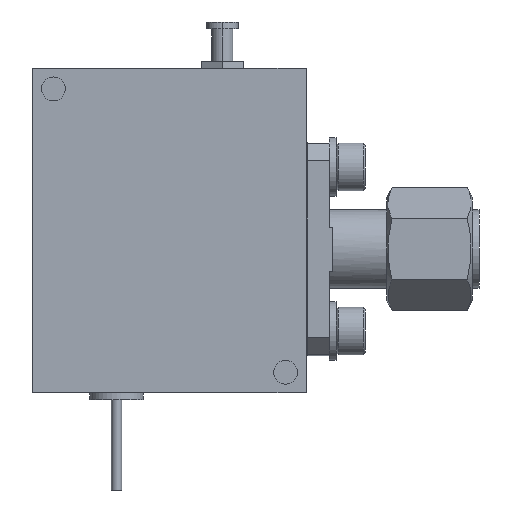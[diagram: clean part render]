
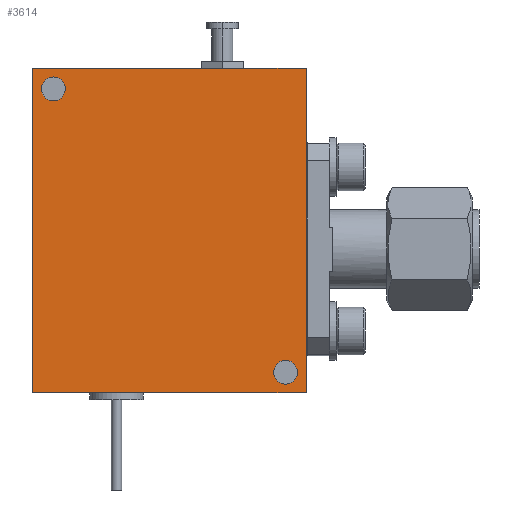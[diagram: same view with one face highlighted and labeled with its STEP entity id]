
A CAD part, front view. The second image highlights one B-rep face of the part: STEP entity #3614.
In plain terms, the highlighted planar face has unit normal (0, -1, 0).
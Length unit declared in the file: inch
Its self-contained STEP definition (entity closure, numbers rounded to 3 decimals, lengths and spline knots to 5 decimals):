
#9 = CARTESIAN_POINT ( 'NONE',  ( 0.4, 0., 0.475 ) ) ;
#46 = VERTEX_POINT ( 'NONE', #10367 ) ;
#391 = ORIENTED_EDGE ( 'NONE', *, *, #21382, .F. ) ;
#764 = VECTOR ( 'NONE', #21970, 39.37008 ) ;
#1748 = CIRCLE ( 'NONE', #12402, 0.035 ) ;
#1816 = DIRECTION ( 'NONE',  ( 0., 0., -1. ) ) ;
#1892 = CARTESIAN_POINT ( 'NONE',  ( -0.34, 0., 0.415 ) ) ;
#1970 = CARTESIAN_POINT ( 'NONE',  ( 0.4, 0., -0.475 ) ) ;
#2569 = CARTESIAN_POINT ( 'NONE',  ( 0.4, 0., -0.475 ) ) ;
#2864 = VECTOR ( 'NONE', #7091, 39.37008 ) ;
#2986 = AXIS2_PLACEMENT_3D ( 'NONE', #17498, #3675, #17344 ) ;
#3036 = CARTESIAN_POINT ( 'NONE',  ( -0.34, 0., 0.45 ) ) ;
#3092 = ORIENTED_EDGE ( 'NONE', *, *, #11584, .F. ) ;
#3123 = EDGE_LOOP ( 'NONE', ( #391, #3092, #17950, #14672 ) ) ;
#3361 = VERTEX_POINT ( 'NONE', #1970 ) ;
#3585 = VERTEX_POINT ( 'NONE', #11342 ) ;
#3614 = ADVANCED_FACE ( 'NONE', ( #5680, #18594, #8662 ), #4702, .F. ) ;
#3675 = DIRECTION ( 'NONE',  ( 0., -1., 0. ) ) ;
#3712 = CARTESIAN_POINT ( 'NONE',  ( 0.4, 0., 0.475 ) ) ;
#4702 = PLANE ( 'NONE',  #17072 ) ;
#5680 = FACE_BOUND ( 'NONE', #16922, .T. ) ;
#5773 = CARTESIAN_POINT ( 'NONE',  ( 0.34, 0., -0.415 ) ) ;
#5774 = EDGE_CURVE ( 'NONE', #13746, #3361, #9408, .T. ) ;
#6674 = CARTESIAN_POINT ( 'NONE',  ( 0.34, 0., -0.38 ) ) ;
#6853 = LINE ( 'NONE', #2569, #764 ) ;
#7091 = DIRECTION ( 'NONE',  ( 0., 0., -1. ) ) ;
#7282 = CARTESIAN_POINT ( 'NONE',  ( 0.34, 0., -0.415 ) ) ;
#7433 = LINE ( 'NONE', #14763, #17053 ) ;
#7452 = EDGE_CURVE ( 'NONE', #3585, #16821, #1748, .T. ) ;
#7521 = EDGE_CURVE ( 'NONE', #14844, #13746, #8026, .T. ) ;
#7767 = DIRECTION ( 'NONE',  ( 0., 0., 1. ) ) ;
#8006 = VERTEX_POINT ( 'NONE', #6674 ) ;
#8026 = LINE ( 'NONE', #3712, #19873 ) ;
#8662 = FACE_OUTER_BOUND ( 'NONE', #3123, .T. ) ;
#8701 = EDGE_LOOP ( 'NONE', ( #14216, #9758 ) ) ;
#8773 = AXIS2_PLACEMENT_3D ( 'NONE', #7282, #9027, #16006 ) ;
#9027 = DIRECTION ( 'NONE',  ( 0., -1., 0. ) ) ;
#9408 = LINE ( 'NONE', #9, #2864 ) ;
#9758 = ORIENTED_EDGE ( 'NONE', *, *, #10935, .F. ) ;
#9818 = CARTESIAN_POINT ( 'NONE',  ( 0., 0., 0. ) ) ;
#10367 = CARTESIAN_POINT ( 'NONE',  ( -0.4, 0., -0.475 ) ) ;
#10647 = VERTEX_POINT ( 'NONE', #14955 ) ;
#10682 = ORIENTED_EDGE ( 'NONE', *, *, #14036, .F. ) ;
#10935 = EDGE_CURVE ( 'NONE', #8006, #10647, #14786, .T. ) ;
#10943 = DIRECTION ( 'NONE',  ( 0., 0., -1. ) ) ;
#11342 = CARTESIAN_POINT ( 'NONE',  ( -0.34, 0., 0.38 ) ) ;
#11584 = EDGE_CURVE ( 'NONE', #3361, #46, #6853, .T. ) ;
#12402 = AXIS2_PLACEMENT_3D ( 'NONE', #1892, #19392, #1816 ) ;
#12787 = DIRECTION ( 'NONE',  ( 0., -1., 0. ) ) ;
#13746 = VERTEX_POINT ( 'NONE', #17528 ) ;
#14036 = EDGE_CURVE ( 'NONE', #16821, #3585, #15005, .T. ) ;
#14216 = ORIENTED_EDGE ( 'NONE', *, *, #15321, .F. ) ;
#14542 = CARTESIAN_POINT ( 'NONE',  ( -0.4, 0., 0.475 ) ) ;
#14672 = ORIENTED_EDGE ( 'NONE', *, *, #7521, .F. ) ;
#14763 = CARTESIAN_POINT ( 'NONE',  ( -0.4, 0., 0.475 ) ) ;
#14786 = CIRCLE ( 'NONE', #8773, 0.035 ) ;
#14844 = VERTEX_POINT ( 'NONE', #14542 ) ;
#14955 = CARTESIAN_POINT ( 'NONE',  ( 0.34, 0., -0.45 ) ) ;
#15005 = CIRCLE ( 'NONE', #2986, 0.035 ) ;
#15033 = DIRECTION ( 'NONE',  ( 0., 0., 1. ) ) ;
#15321 = EDGE_CURVE ( 'NONE', #10647, #8006, #21101, .T. ) ;
#15889 = DIRECTION ( 'NONE',  ( 1., 0., 0. ) ) ;
#16006 = DIRECTION ( 'NONE',  ( 0., 0., -1. ) ) ;
#16821 = VERTEX_POINT ( 'NONE', #3036 ) ;
#16922 = EDGE_LOOP ( 'NONE', ( #16950, #10682 ) ) ;
#16950 = ORIENTED_EDGE ( 'NONE', *, *, #7452, .F. ) ;
#17053 = VECTOR ( 'NONE', #7767, 39.37008 ) ;
#17072 = AXIS2_PLACEMENT_3D ( 'NONE', #9818, #18683, #15033 ) ;
#17344 = DIRECTION ( 'NONE',  ( 0., 0., -1. ) ) ;
#17498 = CARTESIAN_POINT ( 'NONE',  ( -0.34, 0., 0.415 ) ) ;
#17528 = CARTESIAN_POINT ( 'NONE',  ( 0.4, 0., 0.475 ) ) ;
#17776 = AXIS2_PLACEMENT_3D ( 'NONE', #5773, #12787, #10943 ) ;
#17950 = ORIENTED_EDGE ( 'NONE', *, *, #5774, .F. ) ;
#18594 = FACE_BOUND ( 'NONE', #8701, .T. ) ;
#18683 = DIRECTION ( 'NONE',  ( 0., 1., 0. ) ) ;
#19392 = DIRECTION ( 'NONE',  ( 0., -1., 0. ) ) ;
#19873 = VECTOR ( 'NONE', #15889, 39.37008 ) ;
#21101 = CIRCLE ( 'NONE', #17776, 0.035 ) ;
#21382 = EDGE_CURVE ( 'NONE', #46, #14844, #7433, .T. ) ;
#21970 = DIRECTION ( 'NONE',  ( -1., 0., 0. ) ) ;
